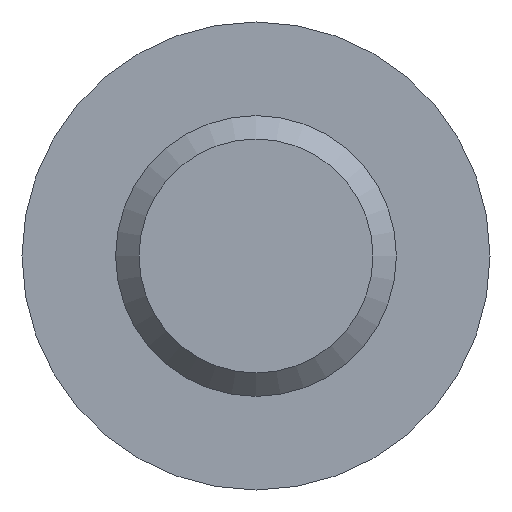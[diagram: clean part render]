
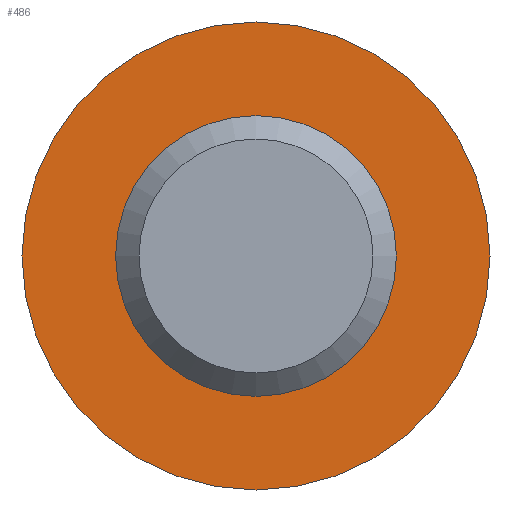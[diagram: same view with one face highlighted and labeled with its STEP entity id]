
A CAD part, front view. The second image highlights one B-rep face of the part: STEP entity #486.
In plain terms, the highlighted planar face has unit normal (0, -1, 0).
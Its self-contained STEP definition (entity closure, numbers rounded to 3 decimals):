
#9 = ORIENTED_EDGE ( 'NONE', *, *, #211, .T. ) ;
#21 = DIRECTION ( 'NONE',  ( 0., -1., 0. ) ) ;
#26 = AXIS2_PLACEMENT_3D ( 'NONE', #397, #21, #185 ) ;
#93 = CARTESIAN_POINT ( 'NONE',  ( -3., 50., 0. ) ) ;
#111 = VERTEX_POINT ( 'NONE', #487 ) ;
#130 = FACE_BOUND ( 'NONE', #285, .T. ) ;
#140 = CARTESIAN_POINT ( 'NONE',  ( 0., 50., -3. ) ) ;
#183 = CARTESIAN_POINT ( 'NONE',  ( 0., 50., 0. ) ) ;
#184 = DIRECTION ( 'NONE',  ( 0., 0., 1. ) ) ;
#185 = DIRECTION ( 'NONE',  ( 0., 0., -1. ) ) ;
#198 = EDGE_CURVE ( 'NONE', #493, #493, #477, .T. ) ;
#211 = EDGE_CURVE ( 'NONE', #111, #111, #279, .T. ) ;
#212 = ORIENTED_EDGE ( 'NONE', *, *, #198, .F. ) ;
#260 = DIRECTION ( 'NONE',  ( 0., 1., 0. ) ) ;
#279 = CIRCLE ( 'NONE', #26, 5. ) ;
#285 = EDGE_LOOP ( 'NONE', ( #212 ) ) ;
#302 = FACE_OUTER_BOUND ( 'NONE', #320, .T. ) ;
#320 = EDGE_LOOP ( 'NONE', ( #9 ) ) ;
#388 = AXIS2_PLACEMENT_3D ( 'NONE', #183, #520, #513 ) ;
#397 = CARTESIAN_POINT ( 'NONE',  ( 0., 50., 0. ) ) ;
#476 = PLANE ( 'NONE',  #536 ) ;
#477 = CIRCLE ( 'NONE', #388, 3. ) ;
#486 = ADVANCED_FACE ( 'NONE', ( #130, #302 ), #476, .F. ) ;
#487 = CARTESIAN_POINT ( 'NONE',  ( 0., 50., -5. ) ) ;
#493 = VERTEX_POINT ( 'NONE', #140 ) ;
#513 = DIRECTION ( 'NONE',  ( 0., 0., -1. ) ) ;
#520 = DIRECTION ( 'NONE',  ( 0., -1., 0. ) ) ;
#536 = AXIS2_PLACEMENT_3D ( 'NONE', #93, #260, #184 ) ;
